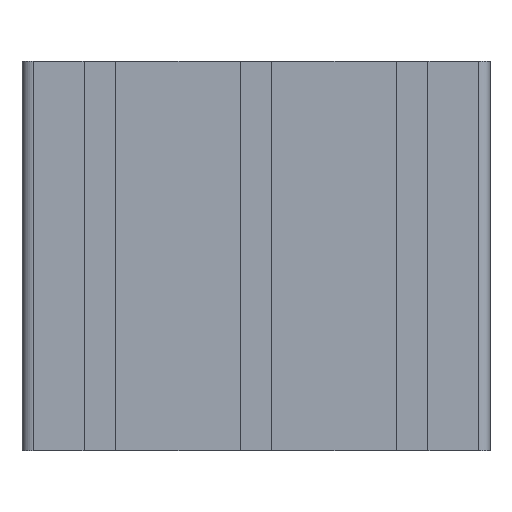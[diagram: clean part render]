
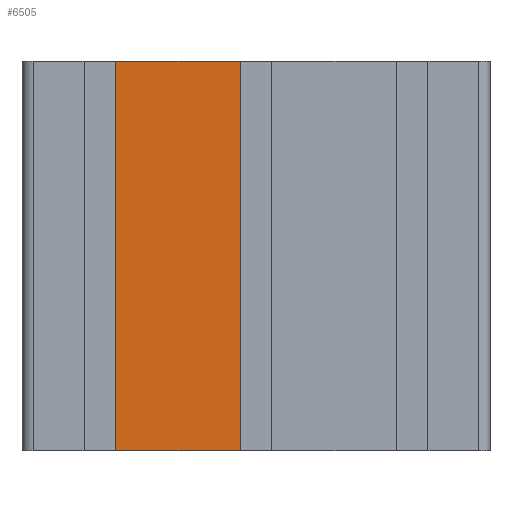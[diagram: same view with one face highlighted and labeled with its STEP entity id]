
A CAD part, front view. The second image highlights one B-rep face of the part: STEP entity #6505.
In plain terms, the highlighted planar face has unit normal (0, -1, 0).
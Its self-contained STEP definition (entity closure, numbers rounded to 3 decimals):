
#1874=CARTESIAN_POINT('',(-4.1,-20.,0.0));
#1875=VERTEX_POINT('',#1874);
#1882=CARTESIAN_POINT('',(-35.9,-20.,0.0));
#1883=VERTEX_POINT('',#1882);
#1884=CARTESIAN_POINT('',(-4.1,-20.,0.0));
#1885=DIRECTION('',(-1.0,0.0,0.0));
#1886=VECTOR('',#1885,31.8);
#1887=LINE('',#1884,#1886);
#1888=EDGE_CURVE('',#1875,#1883,#1887,.T.);
#5896=CARTESIAN_POINT('',(-35.9,-20.,100.0));
#5897=VERTEX_POINT('',#5896);
#5911=CARTESIAN_POINT('',(-35.9,-20.,100.0));
#5912=DIRECTION('',(0.0,0.0,-1.0));
#5913=VECTOR('',#5912,100.0);
#5914=LINE('',#5911,#5913);
#5915=EDGE_CURVE('',#5897,#1883,#5914,.T.);
#6482=CARTESIAN_POINT('',(-44.1,-20.,0.0));
#6483=DIRECTION('',(0.0,-1.0,0.0));
#6484=DIRECTION('',(0.0,0.0,-1.0));
#6485=AXIS2_PLACEMENT_3D('',#6482,#6483,#6484);
#6486=PLANE('',#6485);
#6487=ORIENTED_EDGE('',*,*,#5915,.T.);
#6488=ORIENTED_EDGE('',*,*,#1888,.F.);
#6489=CARTESIAN_POINT('',(-4.1,-20.,100.0));
#6490=VERTEX_POINT('',#6489);
#6491=CARTESIAN_POINT('',(-4.1,-20.,0.0));
#6492=DIRECTION('',(0.0,0.0,1.0));
#6493=VECTOR('',#6492,100.0);
#6494=LINE('',#6491,#6493);
#6495=EDGE_CURVE('',#1875,#6490,#6494,.T.);
#6496=ORIENTED_EDGE('',*,*,#6495,.T.);
#6497=CARTESIAN_POINT('',(-4.1,-20.,100.0));
#6498=DIRECTION('',(-1.0,0.0,0.0));
#6499=VECTOR('',#6498,31.8);
#6500=LINE('',#6497,#6499);
#6501=EDGE_CURVE('',#6490,#5897,#6500,.T.);
#6502=ORIENTED_EDGE('',*,*,#6501,.T.);
#6503=EDGE_LOOP('',(#6487,#6488,#6496,#6502));
#6504=FACE_OUTER_BOUND('',#6503,.T.);
#6505=ADVANCED_FACE('',(#6504),#6486,.T.);
